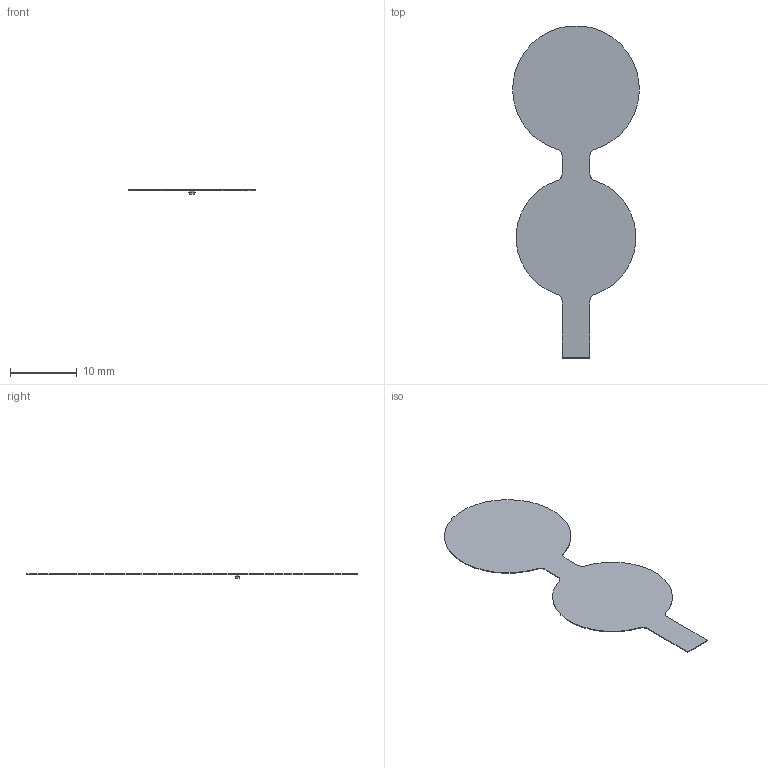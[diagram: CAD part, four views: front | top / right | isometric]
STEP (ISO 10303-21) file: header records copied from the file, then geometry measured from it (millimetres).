
FILE_DESCRIPTION(('KiCad electronic assembly'),'2;1');
FILE_NAME('flex3kicad_pcb.step','2025-03-10T17:33:29',('Pcbnew'),( 'Kicad'),'Open CASCADE STEP processor 7.7','KiCad to STEP converter' ,'Unknown');
FILE_SCHEMA(('AUTOMOTIVE_DESIGN { 1 0 10303 214 1 1 1 1 }'));
Length unit declared in the file: millimetre
Products named in the file (4): flex3kicad_pcb 1; LED_0402_1005Metric; _autosave-flex3kicad_pcb_PCB
Assembly tree (3 placements, depth 3):
  flex3kicad_pcb 1
    LED_0402_1005Metric
      LED_0402_1005Metric
    _autosave-flex3kicad_pcb_PCB
Bounding box: 18.96 x 49.83 x 0.66 mm (x, y, z)
Volume: 63.1 mm3; surface area: 1203.8 mm2
Topology: 2 solids, 2 shells, 82 faces, 223 edges, 146 vertices
Faces by surface type: plane 65, cylinder 17
Entity records: 2982 total; most frequent: CARTESIAN_POINT 455, ORIENTED_EDGE 446, DIRECTION 429, EDGE_CURVE 223, LINE 189, VECTOR 189, VERTEX_POINT 146, AXIS2_PLACEMENT_3D 120
